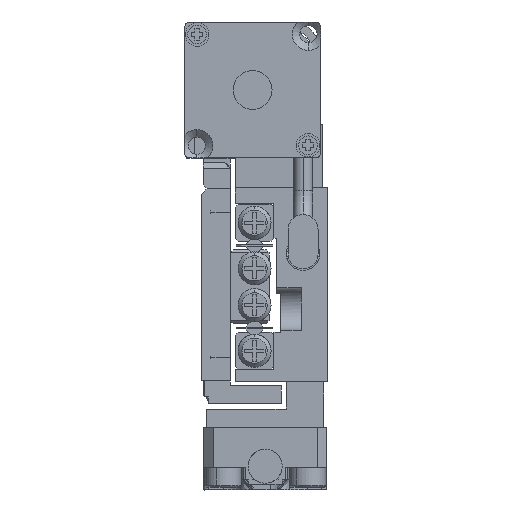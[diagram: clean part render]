
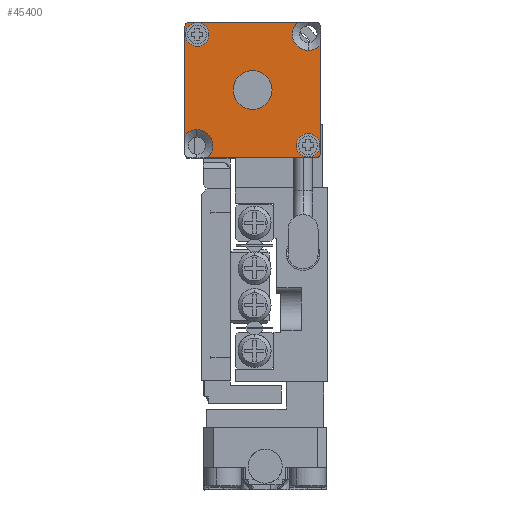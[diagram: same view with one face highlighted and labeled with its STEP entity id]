
A CAD part, left-side view. The second image highlights one B-rep face of the part: STEP entity #45400.
In plain terms, the highlighted face is planar.
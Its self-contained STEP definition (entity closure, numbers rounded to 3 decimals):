
#1043 = CIRCLE ( 'NONE', #32024, 2. ) ;
#1317 = VERTEX_POINT ( 'NONE', #3416 ) ;
#2386 = EDGE_CURVE ( 'NONE', #48080, #18974, #26432, .T. ) ;
#2961 = CIRCLE ( 'NONE', #13310, 1.213 ) ;
#3032 = DIRECTION ( 'NONE',  ( 0., 0., 1. ) ) ;
#3416 = CARTESIAN_POINT ( 'NONE',  ( 0.5, -14., 30. ) ) ;
#3584 = ORIENTED_EDGE ( 'NONE', *, *, #32106, .T. ) ;
#3629 = LINE ( 'NONE', #22278, #12232 ) ;
#3713 = VERTEX_POINT ( 'NONE', #29393 ) ;
#4260 = CIRCLE ( 'NONE', #43182, 0.5 ) ;
#4494 = VERTEX_POINT ( 'NONE', #14521 ) ;
#5085 = CIRCLE ( 'NONE', #36101, 1.664 ) ;
#5422 = ORIENTED_EDGE ( 'NONE', *, *, #28454, .F. ) ;
#5766 = ORIENTED_EDGE ( 'NONE', *, *, #47684, .T. ) ;
#5794 = CARTESIAN_POINT ( 'NONE',  ( 2.348, 0., 30. ) ) ;
#6123 = CARTESIAN_POINT ( 'NONE',  ( 2.499, -12.714, 30. ) ) ;
#7070 = VERTEX_POINT ( 'NONE', #5794 ) ;
#7514 = CIRCLE ( 'NONE', #36180, 1.664 ) ;
#8175 = DIRECTION ( 'NONE',  ( 0., 0., 1. ) ) ;
#9231 = DIRECTION ( 'NONE',  ( 1., 0., 0. ) ) ;
#9907 = VERTEX_POINT ( 'NONE', #44666 ) ;
#10119 = DIRECTION ( 'NONE',  ( 1., 0., 0. ) ) ;
#10368 = CARTESIAN_POINT ( 'NONE',  ( 12.714, -1.286, 30. ) ) ;
#10431 = CARTESIAN_POINT ( 'NONE',  ( 0., -13.5, 30. ) ) ;
#10443 = ORIENTED_EDGE ( 'NONE', *, *, #34755, .F. ) ;
#10863 = LINE ( 'NONE', #25280, #44536 ) ;
#10871 = DIRECTION ( 'NONE',  ( 1., 0., 0. ) ) ;
#11715 = FACE_BOUND ( 'NONE', #32040, .T. ) ;
#11779 = LINE ( 'NONE', #35144, #32741 ) ;
#11828 = ORIENTED_EDGE ( 'NONE', *, *, #37552, .F. ) ;
#12232 = VECTOR ( 'NONE', #45195, 1000. ) ;
#12397 = DIRECTION ( 'NONE',  ( 0., 0., -1. ) ) ;
#12676 = CARTESIAN_POINT ( 'NONE',  ( 7., -7., 30. ) ) ;
#13310 = AXIS2_PLACEMENT_3D ( 'NONE', #39108, #15371, #26558 ) ;
#13840 = DIRECTION ( 'NONE',  ( 1., 0., 0. ) ) ;
#14445 = CARTESIAN_POINT ( 'NONE',  ( 14., -0.5, 30. ) ) ;
#14521 = CARTESIAN_POINT ( 'NONE',  ( 13.927, -1.286, 30. ) ) ;
#15247 = DIRECTION ( 'NONE',  ( 0., -1., 0. ) ) ;
#15330 = DIRECTION ( 'NONE',  ( 0., 0., -1. ) ) ;
#15371 = DIRECTION ( 'NONE',  ( 0., 0., 1. ) ) ;
#16178 = CARTESIAN_POINT ( 'NONE',  ( 1.25, -1.25, 30. ) ) ;
#16558 = DIRECTION ( 'NONE',  ( 0., 0., 1. ) ) ;
#16768 = VERTEX_POINT ( 'NONE', #26965 ) ;
#17084 = DIRECTION ( 'NONE',  ( 0., 0., 1. ) ) ;
#17170 = ORIENTED_EDGE ( 'NONE', *, *, #28424, .T. ) ;
#18193 = VERTEX_POINT ( 'NONE', #6123 ) ;
#18636 = AXIS2_PLACEMENT_3D ( 'NONE', #10368, #44440, #10119 ) ;
#18653 = CIRCLE ( 'NONE', #32968, 1.664 ) ;
#18867 = DIRECTION ( 'NONE',  ( 0., 0., 1. ) ) ;
#18974 = VERTEX_POINT ( 'NONE', #10431 ) ;
#19008 = AXIS2_PLACEMENT_3D ( 'NONE', #32533, #12397, #39008 ) ;
#19426 = AXIS2_PLACEMENT_3D ( 'NONE', #36511, #17084, #13840 ) ;
#19675 = PLANE ( 'NONE',  #37090 ) ;
#19771 = ORIENTED_EDGE ( 'NONE', *, *, #30269, .T. ) ;
#20410 = VERTEX_POINT ( 'NONE', #14445 ) ;
#22064 = EDGE_LOOP ( 'NONE', ( #11828, #10443 ) ) ;
#22275 = DIRECTION ( 'NONE',  ( 0., 1., 0. ) ) ;
#22278 = CARTESIAN_POINT ( 'NONE',  ( 0., -14., 30. ) ) ;
#22403 = CARTESIAN_POINT ( 'NONE',  ( 1.25, -1.25, 30. ) ) ;
#22521 = DIRECTION ( 'NONE',  ( 0., 0., 1. ) ) ;
#22524 = VERTEX_POINT ( 'NONE', #30114 ) ;
#22530 = CARTESIAN_POINT ( 'NONE',  ( 1.286, -12.714, 30. ) ) ;
#22764 = ORIENTED_EDGE ( 'NONE', *, *, #23006, .F. ) ;
#23006 = EDGE_CURVE ( 'NONE', #22524, #34066, #18653, .T. ) ;
#23045 = ORIENTED_EDGE ( 'NONE', *, *, #29139, .F. ) ;
#24065 = DIRECTION ( 'NONE',  ( 1., 0., 0. ) ) ;
#25280 = CARTESIAN_POINT ( 'NONE',  ( 14., 0., 30. ) ) ;
#25388 = CARTESIAN_POINT ( 'NONE',  ( 13.5, 0., 30. ) ) ;
#25758 = CIRCLE ( 'NONE', #18636, 1.213 ) ;
#25857 = CARTESIAN_POINT ( 'NONE',  ( 11.501, -1.286, 30. ) ) ;
#26334 = CIRCLE ( 'NONE', #39844, 1.664 ) ;
#26372 = DIRECTION ( 'NONE',  ( 1., 0., 0. ) ) ;
#26432 = LINE ( 'NONE', #41616, #41214 ) ;
#26557 = DIRECTION ( 'NONE',  ( 1., 0., 0. ) ) ;
#26558 = DIRECTION ( 'NONE',  ( 1., 0., 0. ) ) ;
#26779 = DIRECTION ( 'NONE',  ( 1., 0., 0. ) ) ;
#26881 = CARTESIAN_POINT ( 'NONE',  ( 0., 0., 30. ) ) ;
#26941 = DIRECTION ( 'NONE',  ( -1., 0., 0. ) ) ;
#26965 = CARTESIAN_POINT ( 'NONE',  ( 5., -7., 30. ) ) ;
#27121 = FACE_BOUND ( 'NONE', #41976, .T. ) ;
#28031 = ORIENTED_EDGE ( 'NONE', *, *, #45694, .F. ) ;
#28424 = EDGE_CURVE ( 'NONE', #20410, #38345, #48808, .T. ) ;
#28454 = EDGE_CURVE ( 'NONE', #9907, #7070, #5085, .T. ) ;
#29139 = EDGE_CURVE ( 'NONE', #33205, #22524, #7514, .T. ) ;
#29393 = CARTESIAN_POINT ( 'NONE',  ( 0.073, -12.714, 30. ) ) ;
#29561 = CARTESIAN_POINT ( 'NONE',  ( 9., -7., 30. ) ) ;
#30114 = CARTESIAN_POINT ( 'NONE',  ( 11.086, -12.75, 30. ) ) ;
#30269 = EDGE_CURVE ( 'NONE', #18193, #3713, #44145, .T. ) ;
#30606 = FACE_OUTER_BOUND ( 'NONE', #46138, .T. ) ;
#31451 = VERTEX_POINT ( 'NONE', #25857 ) ;
#31490 = CARTESIAN_POINT ( 'NONE',  ( 0.5, -13.5, 30. ) ) ;
#32024 = AXIS2_PLACEMENT_3D ( 'NONE', #12676, #8175, #24065 ) ;
#32040 = EDGE_LOOP ( 'NONE', ( #19771, #5766 ) ) ;
#32106 = EDGE_CURVE ( 'NONE', #1317, #34066, #3629, .T. ) ;
#32387 = EDGE_CURVE ( 'NONE', #18974, #1317, #4260, .T. ) ;
#32533 = CARTESIAN_POINT ( 'NONE',  ( 1.286, -12.714, 30. ) ) ;
#32741 = VECTOR ( 'NONE', #26941, 1000. ) ;
#32968 = AXIS2_PLACEMENT_3D ( 'NONE', #41264, #18867, #26557 ) ;
#33016 = EDGE_CURVE ( 'NONE', #48080, #9907, #26334, .T. ) ;
#33205 = VERTEX_POINT ( 'NONE', #39578 ) ;
#33716 = CIRCLE ( 'NONE', #19426, 2. ) ;
#34066 = VERTEX_POINT ( 'NONE', #43609 ) ;
#34333 = FACE_BOUND ( 'NONE', #22064, .T. ) ;
#34755 = EDGE_CURVE ( 'NONE', #38849, #16768, #1043, .T. ) ;
#35144 = CARTESIAN_POINT ( 'NONE',  ( 0., 0., 30. ) ) ;
#35946 = CARTESIAN_POINT ( 'NONE',  ( 0., -2.348, 30. ) ) ;
#36101 = AXIS2_PLACEMENT_3D ( 'NONE', #16178, #43287, #9231 ) ;
#36180 = AXIS2_PLACEMENT_3D ( 'NONE', #44960, #22521, #10871 ) ;
#36511 = CARTESIAN_POINT ( 'NONE',  ( 7., -7., 30. ) ) ;
#37090 = AXIS2_PLACEMENT_3D ( 'NONE', #26881, #42058, #26372 ) ;
#37456 = EDGE_CURVE ( 'NONE', #31451, #4494, #25758, .T. ) ;
#37552 = EDGE_CURVE ( 'NONE', #16768, #38849, #33716, .T. ) ;
#38137 = EDGE_CURVE ( 'NONE', #38345, #7070, #11779, .T. ) ;
#38255 = ORIENTED_EDGE ( 'NONE', *, *, #49073, .T. ) ;
#38345 = VERTEX_POINT ( 'NONE', #25388 ) ;
#38849 = VERTEX_POINT ( 'NONE', #29561 ) ;
#39008 = DIRECTION ( 'NONE',  ( 1., 0., 0. ) ) ;
#39047 = ORIENTED_EDGE ( 'NONE', *, *, #38137, .T. ) ;
#39079 = DIRECTION ( 'NONE',  ( 0., 0., 1. ) ) ;
#39108 = CARTESIAN_POINT ( 'NONE',  ( 12.714, -1.286, 30. ) ) ;
#39574 = DIRECTION ( 'NONE',  ( 1., 0., 0. ) ) ;
#39578 = CARTESIAN_POINT ( 'NONE',  ( 14., -11.652, 30. ) ) ;
#39844 = AXIS2_PLACEMENT_3D ( 'NONE', #22403, #3032, #48806 ) ;
#40324 = ORIENTED_EDGE ( 'NONE', *, *, #32387, .T. ) ;
#40462 = CIRCLE ( 'NONE', #19008, 1.213 ) ;
#41214 = VECTOR ( 'NONE', #15247, 1000. ) ;
#41264 = CARTESIAN_POINT ( 'NONE',  ( 12.75, -12.75, 30. ) ) ;
#41616 = CARTESIAN_POINT ( 'NONE',  ( 0., 0., 30. ) ) ;
#41976 = EDGE_LOOP ( 'NONE', ( #28031, #48210 ) ) ;
#42058 = DIRECTION ( 'NONE',  ( 0., 0., 1. ) ) ;
#42632 = AXIS2_PLACEMENT_3D ( 'NONE', #22530, #15330, #26779 ) ;
#43182 = AXIS2_PLACEMENT_3D ( 'NONE', #31490, #16558, #46687 ) ;
#43287 = DIRECTION ( 'NONE',  ( 0., 0., 1. ) ) ;
#43609 = CARTESIAN_POINT ( 'NONE',  ( 11.652, -14., 30. ) ) ;
#43617 = ORIENTED_EDGE ( 'NONE', *, *, #33016, .F. ) ;
#44145 = CIRCLE ( 'NONE', #42632, 1.213 ) ;
#44440 = DIRECTION ( 'NONE',  ( 0., 0., 1. ) ) ;
#44536 = VECTOR ( 'NONE', #22275, 1000. ) ;
#44666 = CARTESIAN_POINT ( 'NONE',  ( 2.914, -1.25, 30. ) ) ;
#44960 = CARTESIAN_POINT ( 'NONE',  ( 12.75, -12.75, 30. ) ) ;
#45195 = DIRECTION ( 'NONE',  ( 1., 0., 0. ) ) ;
#45400 = ADVANCED_FACE ( 'NONE', ( #27121, #30606, #34333, #11715 ), #19675, .T. ) ;
#45694 = EDGE_CURVE ( 'NONE', #4494, #31451, #2961, .T. ) ;
#46138 = EDGE_LOOP ( 'NONE', ( #43617, #48637, #40324, #3584, #22764, #23045, #38255, #17170, #39047, #5422 ) ) ;
#46687 = DIRECTION ( 'NONE',  ( 1., 0., 0. ) ) ;
#46814 = CARTESIAN_POINT ( 'NONE',  ( 13.5, -0.5, 30. ) ) ;
#47224 = AXIS2_PLACEMENT_3D ( 'NONE', #46814, #39079, #39574 ) ;
#47684 = EDGE_CURVE ( 'NONE', #3713, #18193, #40462, .T. ) ;
#48080 = VERTEX_POINT ( 'NONE', #35946 ) ;
#48210 = ORIENTED_EDGE ( 'NONE', *, *, #37456, .F. ) ;
#48637 = ORIENTED_EDGE ( 'NONE', *, *, #2386, .T. ) ;
#48806 = DIRECTION ( 'NONE',  ( 1., 0., 0. ) ) ;
#48808 = CIRCLE ( 'NONE', #47224, 0.5 ) ;
#49073 = EDGE_CURVE ( 'NONE', #33205, #20410, #10863, .T. ) ;
